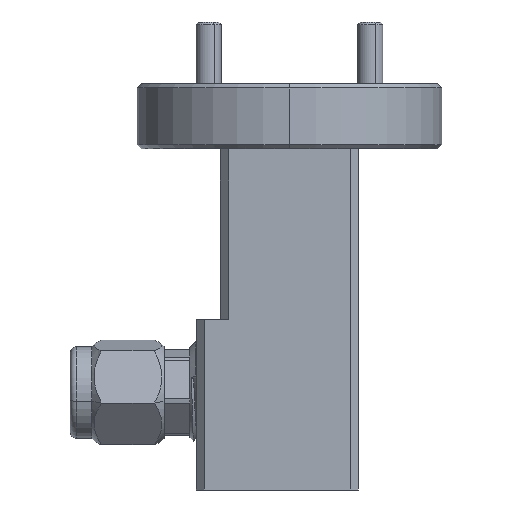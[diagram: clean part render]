
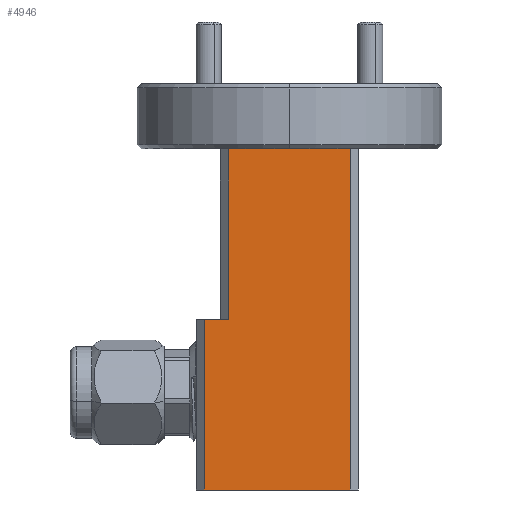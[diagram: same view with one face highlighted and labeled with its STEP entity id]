
A CAD part, left-side view. The second image highlights one B-rep face of the part: STEP entity #4946.
In plain terms, the highlighted planar face has unit normal (-1, 0, 0).
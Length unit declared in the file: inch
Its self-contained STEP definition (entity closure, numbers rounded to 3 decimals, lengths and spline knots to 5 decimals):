
#297 = ORIENTED_EDGE ( 'NONE', *, *, #6817, .T. ) ;
#624 = DIRECTION ( 'NONE',  ( 0., -1., 0. ) ) ;
#687 = EDGE_CURVE ( 'NONE', #893, #5282, #6909, .T. ) ;
#893 = VERTEX_POINT ( 'NONE', #7194 ) ;
#1086 = PLANE ( 'NONE',  #4214 ) ;
#1306 = VERTEX_POINT ( 'NONE', #3726 ) ;
#1367 = CARTESIAN_POINT ( 'NONE',  ( -0.17, -0.71037, -0.58 ) ) ;
#1396 = ORIENTED_EDGE ( 'NONE', *, *, #2024, .T. ) ;
#1443 = DIRECTION ( 'NONE',  ( 0., -1., 0. ) ) ;
#1476 = LINE ( 'NONE', #4889, #6521 ) ;
#1892 = CARTESIAN_POINT ( 'NONE',  ( -0.17, -0.15, -2.52498 ) ) ;
#1929 = DIRECTION ( 'NONE',  ( 0., 0., 1. ) ) ;
#1952 = CARTESIAN_POINT ( 'NONE',  ( -0.17, 0.21, -2.52498 ) ) ;
#2024 = EDGE_CURVE ( 'NONE', #2612, #1306, #6923, .T. ) ;
#2083 = EDGE_CURVE ( 'NONE', #4507, #2612, #2901, .T. ) ;
#2244 = FACE_OUTER_BOUND ( 'NONE', #4784, .T. ) ;
#2400 = DIRECTION ( 'NONE',  ( 0., 0., -1. ) ) ;
#2437 = LINE ( 'NONE', #1892, #3974 ) ;
#2612 = VERTEX_POINT ( 'NONE', #4829 ) ;
#2901 = LINE ( 'NONE', #3533, #3380 ) ;
#3075 = VERTEX_POINT ( 'NONE', #3387 ) ;
#3380 = VECTOR ( 'NONE', #5756, 39.37008 ) ;
#3387 = CARTESIAN_POINT ( 'NONE',  ( -0.17, -0.15, -1. ) ) ;
#3533 = CARTESIAN_POINT ( 'NONE',  ( -0.17, -0.17, -0.16 ) ) ;
#3566 = ORIENTED_EDGE ( 'NONE', *, *, #4482, .T. ) ;
#3586 = LINE ( 'NONE', #1367, #6075 ) ;
#3700 = DIRECTION ( 'NONE',  ( 0., 1., 0. ) ) ;
#3726 = CARTESIAN_POINT ( 'NONE',  ( -0.17, 0.15, -0.58 ) ) ;
#3974 = VECTOR ( 'NONE', #1929, 39.37008 ) ;
#3995 = CARTESIAN_POINT ( 'NONE',  ( -0.17, 0.15, -0.58 ) ) ;
#4214 = AXIS2_PLACEMENT_3D ( 'NONE', #5083, #4461, #624 ) ;
#4219 = CARTESIAN_POINT ( 'NONE',  ( -0.17, 0.21, -1. ) ) ;
#4461 = DIRECTION ( 'NONE',  ( 1., 0., 0. ) ) ;
#4482 = EDGE_CURVE ( 'NONE', #1306, #893, #3586, .T. ) ;
#4507 = VERTEX_POINT ( 'NONE', #4710 ) ;
#4631 = ORIENTED_EDGE ( 'NONE', *, *, #4762, .T. ) ;
#4710 = CARTESIAN_POINT ( 'NONE',  ( -0.17, -0.15, -0.16 ) ) ;
#4762 = EDGE_CURVE ( 'NONE', #3075, #4507, #2437, .T. ) ;
#4784 = EDGE_LOOP ( 'NONE', ( #5088, #1396, #3566, #6930, #297, #4631 ) ) ;
#4829 = CARTESIAN_POINT ( 'NONE',  ( -0.17, 0.15, -0.16 ) ) ;
#4889 = CARTESIAN_POINT ( 'NONE',  ( -0.17, -0.17, -1. ) ) ;
#4946 = ADVANCED_FACE ( 'NONE', ( #2244 ), #1086, .F. ) ;
#5083 = CARTESIAN_POINT ( 'NONE',  ( -0.17, -0.17, -2.52498 ) ) ;
#5088 = ORIENTED_EDGE ( 'NONE', *, *, #2083, .T. ) ;
#5282 = VERTEX_POINT ( 'NONE', #4219 ) ;
#5756 = DIRECTION ( 'NONE',  ( 0., 1., 0. ) ) ;
#5950 = VECTOR ( 'NONE', #2400, 39.37008 ) ;
#6075 = VECTOR ( 'NONE', #3700, 39.37008 ) ;
#6451 = VECTOR ( 'NONE', #7024, 39.37008 ) ;
#6521 = VECTOR ( 'NONE', #1443, 39.37008 ) ;
#6817 = EDGE_CURVE ( 'NONE', #5282, #3075, #1476, .T. ) ;
#6909 = LINE ( 'NONE', #1952, #6451 ) ;
#6923 = LINE ( 'NONE', #3995, #5950 ) ;
#6930 = ORIENTED_EDGE ( 'NONE', *, *, #687, .T. ) ;
#7024 = DIRECTION ( 'NONE',  ( 0., 0., -1. ) ) ;
#7194 = CARTESIAN_POINT ( 'NONE',  ( -0.17, 0.21, -0.58 ) ) ;
